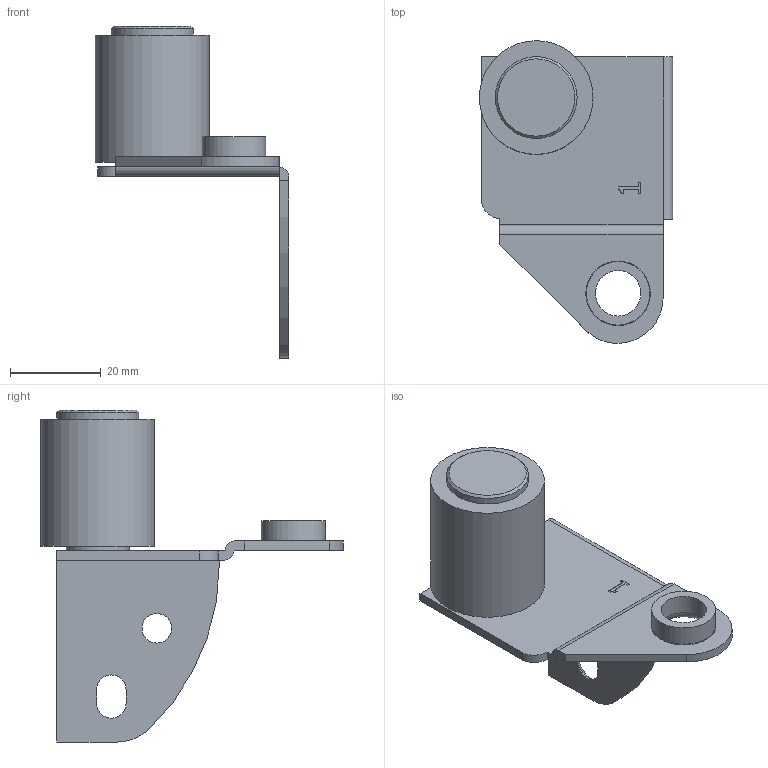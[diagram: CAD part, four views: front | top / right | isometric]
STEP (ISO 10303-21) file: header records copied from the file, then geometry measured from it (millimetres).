
FILE_DESCRIPTION(/* description */ (''),/* implementation_level */ '2;1');
FILE_NAME(/* name */ '1101EDG.stp',/* time_stamp */ '2019-08-05T11:03:43+02:00',/* author */ ('DOMINIQUE'),/* organization */ (''),/* preprocessor_version */ 'ST-DEVELOPER v17.2',/* originating_system */ 'Autodesk Inventor 2019',/* authorisation */ '');
FILE_SCHEMA (('AUTOMOTIVE_DESIGN { 1 0 10303 214 3 1 1 }'));
Length unit declared in the file: millimetre
Products named in the file (4): 1101EDG; 20344; 20333; 20320
Assembly tree (3 placements, depth 2):
  1101EDG
    20344
    20333
    20320
Bounding box: 42.5 x 66.48 x 73 mm (x, y, z)
Volume: 20928.1 mm3; surface area: 13477.8 mm2
Topology: 3 solids, 3 shells, 64 faces, 161 edges, 107 vertices
Faces by surface type: plane 35, cylinder 21, cone 5, torus 2, bspline 1
Full cylindrical faces by diameter (mm): 6.5 x1, 8 x1, 8.2 x1, 10 x1, 13.8 x1, 14 x1, 14.2 x1, 18 x1, 25 x1
Entity records: 2116 total; most frequent: DIRECTION 360, CARTESIAN_POINT 352, ORIENTED_EDGE 322, EDGE_CURVE 161, AXIS2_PLACEMENT_3D 131, VERTEX_POINT 107, LINE 98, VECTOR 98
